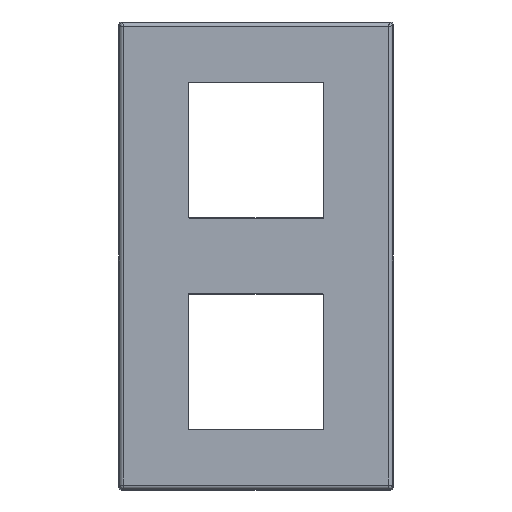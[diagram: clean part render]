
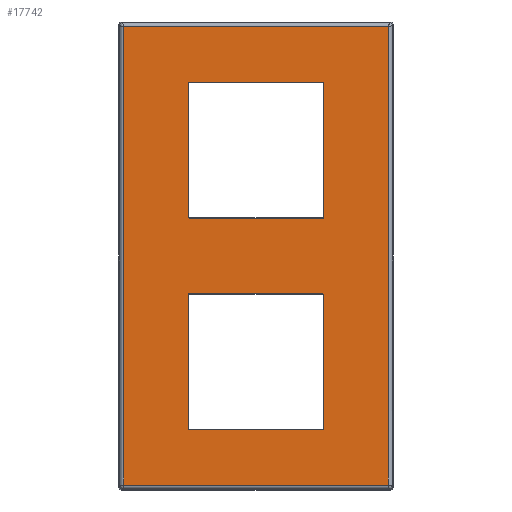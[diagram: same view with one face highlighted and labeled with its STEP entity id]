
A CAD part, top view. The second image highlights one B-rep face of the part: STEP entity #17742.
In plain terms, the highlighted planar face has unit normal (0, 0, 1).
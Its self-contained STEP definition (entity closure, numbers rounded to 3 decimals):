
#17622=AXIS2_PLACEMENT_3D('Plane Axis2P3D',#17619,#17620,#17621) ;
#17425=CARTESIAN_POINT('Control Point',(22.81,57.812,7.7)) ;
#17426=CARTESIAN_POINT('Control Point',(22.81,58.008,7.7)) ;
#17427=CARTESIAN_POINT('Control Point',(22.706,58.206,7.7)) ;
#17428=CARTESIAN_POINT('Control Point',(22.508,58.31,7.7)) ;
#17429=CARTESIAN_POINT('Control Point',(22.312,58.31,7.7)) ;
#17430=CARTESIAN_POINT('Vertex',(22.81,57.812,7.7)) ;
#17432=CARTESIAN_POINT('Vertex',(22.312,58.31,7.7)) ;
#17457=CARTESIAN_POINT('Line Origine',(22.81,35.5,7.7)) ;
#17461=CARTESIAN_POINT('Vertex',(22.81,13.188,7.7)) ;
#17482=CARTESIAN_POINT('Control Point',(22.312,12.69,7.7)) ;
#17483=CARTESIAN_POINT('Control Point',(22.508,12.69,7.7)) ;
#17484=CARTESIAN_POINT('Control Point',(22.706,12.794,7.7)) ;
#17485=CARTESIAN_POINT('Control Point',(22.81,12.992,7.7)) ;
#17486=CARTESIAN_POINT('Control Point',(22.81,13.188,7.7)) ;
#17487=CARTESIAN_POINT('Vertex',(22.312,12.69,7.7)) ;
#17507=CARTESIAN_POINT('Line Origine',(0.,12.69,7.7)) ;
#17511=CARTESIAN_POINT('Vertex',(-22.312,12.69,7.7)) ;
#17532=CARTESIAN_POINT('Control Point',(-22.81,13.188,7.7)) ;
#17533=CARTESIAN_POINT('Control Point',(-22.81,12.992,7.7)) ;
#17534=CARTESIAN_POINT('Control Point',(-22.706,12.794,7.7)) ;
#17535=CARTESIAN_POINT('Control Point',(-22.508,12.69,7.7)) ;
#17536=CARTESIAN_POINT('Control Point',(-22.312,12.69,7.7)) ;
#17537=CARTESIAN_POINT('Vertex',(-22.81,13.188,7.7)) ;
#17557=CARTESIAN_POINT('Line Origine',(-22.81,35.5,7.7)) ;
#17561=CARTESIAN_POINT('Vertex',(-22.81,57.812,7.7)) ;
#17582=CARTESIAN_POINT('Control Point',(-22.312,58.31,7.7)) ;
#17583=CARTESIAN_POINT('Control Point',(-22.508,58.31,7.7)) ;
#17584=CARTESIAN_POINT('Control Point',(-22.706,58.206,7.7)) ;
#17585=CARTESIAN_POINT('Control Point',(-22.81,58.008,7.7)) ;
#17586=CARTESIAN_POINT('Control Point',(-22.81,57.812,7.7)) ;
#17587=CARTESIAN_POINT('Vertex',(-22.312,58.31,7.7)) ;
#17607=CARTESIAN_POINT('Line Origine',(0.,58.31,7.7)) ;
#17619=CARTESIAN_POINT('Axis2P3D Location',(0.,0.,7.7)) ;
#17624=CARTESIAN_POINT('Line Origine',(44.328,0.,7.7)) ;
#17628=CARTESIAN_POINT('Vertex',(44.328,76.828,7.7)) ;
#17630=CARTESIAN_POINT('Vertex',(44.328,-76.828,7.7)) ;
#17633=CARTESIAN_POINT('Line Origine',(0.,76.828,7.7)) ;
#17637=CARTESIAN_POINT('Vertex',(-44.328,76.828,7.7)) ;
#17640=CARTESIAN_POINT('Line Origine',(-44.328,0.,7.7)) ;
#17644=CARTESIAN_POINT('Vertex',(-44.328,-76.828,7.7)) ;
#17647=CARTESIAN_POINT('Line Origine',(0.,-76.828,7.7)) ;
#17658=CARTESIAN_POINT('Line Origine',(22.81,0.,7.7)) ;
#17662=CARTESIAN_POINT('Vertex',(22.81,-57.812,7.7)) ;
#17664=CARTESIAN_POINT('Vertex',(22.81,-13.188,7.7)) ;
#17668=CARTESIAN_POINT('Control Point',(22.312,-58.31,7.7)) ;
#17669=CARTESIAN_POINT('Control Point',(22.508,-58.31,7.7)) ;
#17670=CARTESIAN_POINT('Control Point',(22.706,-58.206,7.7)) ;
#17671=CARTESIAN_POINT('Control Point',(22.81,-58.008,7.7)) ;
#17672=CARTESIAN_POINT('Control Point',(22.81,-57.812,7.7)) ;
#17673=CARTESIAN_POINT('Vertex',(22.312,-58.31,7.7)) ;
#17676=CARTESIAN_POINT('Line Origine',(0.,-58.31,7.7)) ;
#17680=CARTESIAN_POINT('Vertex',(-22.312,-58.31,7.7)) ;
#17684=CARTESIAN_POINT('Control Point',(-22.81,-57.812,7.7)) ;
#17685=CARTESIAN_POINT('Control Point',(-22.81,-58.008,7.7)) ;
#17686=CARTESIAN_POINT('Control Point',(-22.706,-58.206,7.7)) ;
#17687=CARTESIAN_POINT('Control Point',(-22.508,-58.31,7.7)) ;
#17688=CARTESIAN_POINT('Control Point',(-22.312,-58.31,7.7)) ;
#17689=CARTESIAN_POINT('Vertex',(-22.81,-57.812,7.7)) ;
#17692=CARTESIAN_POINT('Line Origine',(-22.81,0.,7.7)) ;
#17696=CARTESIAN_POINT('Vertex',(-22.81,-13.188,7.7)) ;
#17700=CARTESIAN_POINT('Control Point',(-22.312,-12.69,7.7)) ;
#17701=CARTESIAN_POINT('Control Point',(-22.508,-12.69,7.7)) ;
#17702=CARTESIAN_POINT('Control Point',(-22.706,-12.794,7.7)) ;
#17703=CARTESIAN_POINT('Control Point',(-22.81,-12.992,7.7)) ;
#17704=CARTESIAN_POINT('Control Point',(-22.81,-13.188,7.7)) ;
#17705=CARTESIAN_POINT('Vertex',(-22.312,-12.69,7.7)) ;
#17708=CARTESIAN_POINT('Line Origine',(0.,-12.69,7.7)) ;
#17712=CARTESIAN_POINT('Vertex',(22.312,-12.69,7.7)) ;
#17716=CARTESIAN_POINT('Control Point',(22.81,-13.188,7.7)) ;
#17717=CARTESIAN_POINT('Control Point',(22.81,-12.992,7.7)) ;
#17718=CARTESIAN_POINT('Control Point',(22.706,-12.794,7.7)) ;
#17719=CARTESIAN_POINT('Control Point',(22.508,-12.69,7.7)) ;
#17720=CARTESIAN_POINT('Control Point',(22.312,-12.69,7.7)) ;
#17458=DIRECTION('Vector Direction',(0.,1.,0.)) ;
#17508=DIRECTION('Vector Direction',(1.,0.,0.)) ;
#17558=DIRECTION('Vector Direction',(0.,-1.,0.)) ;
#17608=DIRECTION('Vector Direction',(-1.,0.,0.)) ;
#17620=DIRECTION('Axis2P3D Direction',(0.,0.,1.)) ;
#17621=DIRECTION('Axis2P3D XDirection',(1.,0.,0.)) ;
#17625=DIRECTION('Vector Direction',(0.,1.,0.)) ;
#17634=DIRECTION('Vector Direction',(1.,0.,0.)) ;
#17641=DIRECTION('Vector Direction',(0.,1.,0.)) ;
#17648=DIRECTION('Vector Direction',(1.,0.,0.)) ;
#17659=DIRECTION('Vector Direction',(0.,1.,0.)) ;
#17677=DIRECTION('Vector Direction',(1.,0.,0.)) ;
#17693=DIRECTION('Vector Direction',(0.,1.,0.)) ;
#17709=DIRECTION('Vector Direction',(1.,0.,0.)) ;
#17459=VECTOR('Line Direction',#17458,1.) ;
#17509=VECTOR('Line Direction',#17508,1.) ;
#17559=VECTOR('Line Direction',#17558,1.) ;
#17609=VECTOR('Line Direction',#17608,1.) ;
#17626=VECTOR('Line Direction',#17625,1.) ;
#17635=VECTOR('Line Direction',#17634,1.) ;
#17642=VECTOR('Line Direction',#17641,1.) ;
#17649=VECTOR('Line Direction',#17648,1.) ;
#17660=VECTOR('Line Direction',#17659,1.) ;
#17678=VECTOR('Line Direction',#17677,1.) ;
#17694=VECTOR('Line Direction',#17693,1.) ;
#17710=VECTOR('Line Direction',#17709,1.) ;
#17653=ORIENTED_EDGE('',*,*,#17632,.F.) ;
#17654=ORIENTED_EDGE('',*,*,#17639,.F.) ;
#17655=ORIENTED_EDGE('',*,*,#17646,.F.) ;
#17656=ORIENTED_EDGE('',*,*,#17651,.F.) ;
#17723=ORIENTED_EDGE('',*,*,#17666,.F.) ;
#17724=ORIENTED_EDGE('',*,*,#17675,.F.) ;
#17725=ORIENTED_EDGE('',*,*,#17682,.F.) ;
#17726=ORIENTED_EDGE('',*,*,#17691,.F.) ;
#17727=ORIENTED_EDGE('',*,*,#17698,.F.) ;
#17728=ORIENTED_EDGE('',*,*,#17707,.F.) ;
#17729=ORIENTED_EDGE('',*,*,#17714,.F.) ;
#17730=ORIENTED_EDGE('',*,*,#17721,.F.) ;
#17733=ORIENTED_EDGE('',*,*,#17463,.F.) ;
#17734=ORIENTED_EDGE('',*,*,#17489,.F.) ;
#17735=ORIENTED_EDGE('',*,*,#17513,.F.) ;
#17736=ORIENTED_EDGE('',*,*,#17539,.F.) ;
#17737=ORIENTED_EDGE('',*,*,#17563,.F.) ;
#17738=ORIENTED_EDGE('',*,*,#17589,.F.) ;
#17739=ORIENTED_EDGE('',*,*,#17611,.F.) ;
#17740=ORIENTED_EDGE('',*,*,#17434,.F.) ;
#17731=FACE_BOUND('',#17722,.T.) ;
#17741=FACE_BOUND('',#17732,.T.) ;
#17742=ADVANCED_FACE('ED00254_A.1\\Corps principal',(#17657,#17731,#17741),#17623,.T.) ;
#17424=B_SPLINE_CURVE_WITH_KNOTS('',4,(#17425,#17426,#17427,#17428,#17429),.UNSPECIFIED.,.F.,.U.,(5,5),(0.,1.107),.UNSPECIFIED.) ;
#17481=B_SPLINE_CURVE_WITH_KNOTS('',4,(#17482,#17483,#17484,#17485,#17486),.UNSPECIFIED.,.F.,.U.,(5,5),(0.,1.107),.UNSPECIFIED.) ;
#17531=B_SPLINE_CURVE_WITH_KNOTS('',4,(#17532,#17533,#17534,#17535,#17536),.UNSPECIFIED.,.F.,.U.,(5,5),(0.,1.107),.UNSPECIFIED.) ;
#17581=B_SPLINE_CURVE_WITH_KNOTS('',4,(#17582,#17583,#17584,#17585,#17586),.UNSPECIFIED.,.F.,.U.,(5,5),(0.,1.107),.UNSPECIFIED.) ;
#17667=B_SPLINE_CURVE_WITH_KNOTS('',4,(#17668,#17669,#17670,#17671,#17672),.UNSPECIFIED.,.F.,.U.,(5,5),(0.,1.107),.UNSPECIFIED.) ;
#17683=B_SPLINE_CURVE_WITH_KNOTS('',4,(#17684,#17685,#17686,#17687,#17688),.UNSPECIFIED.,.F.,.U.,(5,5),(0.,1.107),.UNSPECIFIED.) ;
#17699=B_SPLINE_CURVE_WITH_KNOTS('',4,(#17700,#17701,#17702,#17703,#17704),.UNSPECIFIED.,.F.,.U.,(5,5),(0.,1.107),.UNSPECIFIED.) ;
#17715=B_SPLINE_CURVE_WITH_KNOTS('',4,(#17716,#17717,#17718,#17719,#17720),.UNSPECIFIED.,.F.,.U.,(5,5),(0.,1.107),.UNSPECIFIED.) ;
#17434=EDGE_CURVE('',#17431,#17433,#17424,.T.) ;
#17463=EDGE_CURVE('',#17462,#17431,#17460,.T.) ;
#17489=EDGE_CURVE('',#17488,#17462,#17481,.T.) ;
#17513=EDGE_CURVE('',#17512,#17488,#17510,.T.) ;
#17539=EDGE_CURVE('',#17538,#17512,#17531,.T.) ;
#17563=EDGE_CURVE('',#17562,#17538,#17560,.T.) ;
#17589=EDGE_CURVE('',#17588,#17562,#17581,.T.) ;
#17611=EDGE_CURVE('',#17433,#17588,#17610,.T.) ;
#17632=EDGE_CURVE('',#17629,#17631,#17627,.F.) ;
#17639=EDGE_CURVE('',#17638,#17629,#17636,.T.) ;
#17646=EDGE_CURVE('',#17645,#17638,#17643,.T.) ;
#17651=EDGE_CURVE('',#17631,#17645,#17650,.F.) ;
#17666=EDGE_CURVE('',#17663,#17665,#17661,.T.) ;
#17675=EDGE_CURVE('',#17674,#17663,#17667,.T.) ;
#17682=EDGE_CURVE('',#17681,#17674,#17679,.T.) ;
#17691=EDGE_CURVE('',#17690,#17681,#17683,.T.) ;
#17698=EDGE_CURVE('',#17697,#17690,#17695,.F.) ;
#17707=EDGE_CURVE('',#17706,#17697,#17699,.T.) ;
#17714=EDGE_CURVE('',#17713,#17706,#17711,.F.) ;
#17721=EDGE_CURVE('',#17665,#17713,#17715,.T.) ;
#17652=EDGE_LOOP('',(#17653,#17654,#17655,#17656)) ;
#17722=EDGE_LOOP('',(#17723,#17724,#17725,#17726,#17727,#17728,#17729,#17730)) ;
#17732=EDGE_LOOP('',(#17733,#17734,#17735,#17736,#17737,#17738,#17739,#17740)) ;
#17657=FACE_OUTER_BOUND('',#17652,.T.) ;
#17460=LINE('Line',#17457,#17459) ;
#17510=LINE('Line',#17507,#17509) ;
#17560=LINE('Line',#17557,#17559) ;
#17610=LINE('Line',#17607,#17609) ;
#17627=LINE('Line',#17624,#17626) ;
#17636=LINE('Line',#17633,#17635) ;
#17643=LINE('Line',#17640,#17642) ;
#17650=LINE('Line',#17647,#17649) ;
#17661=LINE('Line',#17658,#17660) ;
#17679=LINE('Line',#17676,#17678) ;
#17695=LINE('Line',#17692,#17694) ;
#17711=LINE('Line',#17708,#17710) ;
#17623=PLANE('',#17622) ;
#17431=VERTEX_POINT('',#17430) ;
#17433=VERTEX_POINT('',#17432) ;
#17462=VERTEX_POINT('',#17461) ;
#17488=VERTEX_POINT('',#17487) ;
#17512=VERTEX_POINT('',#17511) ;
#17538=VERTEX_POINT('',#17537) ;
#17562=VERTEX_POINT('',#17561) ;
#17588=VERTEX_POINT('',#17587) ;
#17629=VERTEX_POINT('',#17628) ;
#17631=VERTEX_POINT('',#17630) ;
#17638=VERTEX_POINT('',#17637) ;
#17645=VERTEX_POINT('',#17644) ;
#17663=VERTEX_POINT('',#17662) ;
#17665=VERTEX_POINT('',#17664) ;
#17674=VERTEX_POINT('',#17673) ;
#17681=VERTEX_POINT('',#17680) ;
#17690=VERTEX_POINT('',#17689) ;
#17697=VERTEX_POINT('',#17696) ;
#17706=VERTEX_POINT('',#17705) ;
#17713=VERTEX_POINT('',#17712) ;
